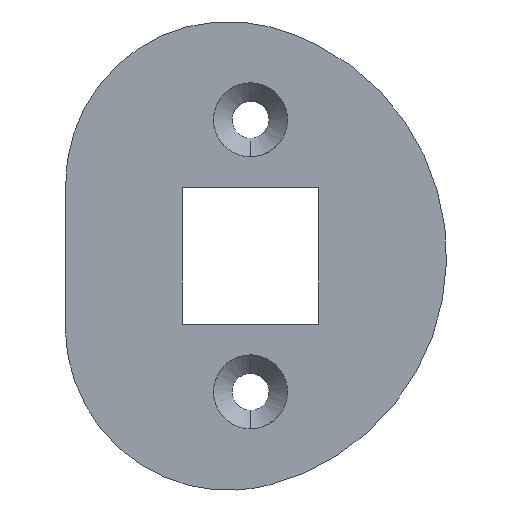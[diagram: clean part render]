
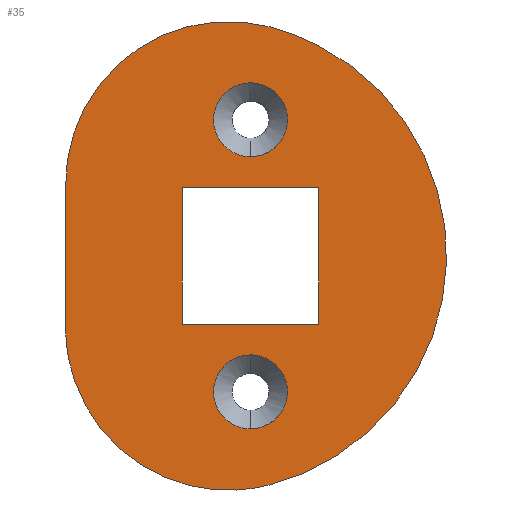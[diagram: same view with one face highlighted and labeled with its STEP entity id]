
A CAD part, front view. The second image highlights one B-rep face of the part: STEP entity #35.
In plain terms, the highlighted planar face has unit normal (0, -1, 0).
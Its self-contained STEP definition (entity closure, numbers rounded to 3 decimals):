
#17=FACE_BOUND('',#79,.T.);
#18=FACE_BOUND('',#80,.T.);
#19=FACE_BOUND('',#81,.T.);
#35=ADVANCED_FACE('',(#55,#17,#18,#19),#337,.T.);
#55=FACE_OUTER_BOUND('',#78,.T.);
#78=EDGE_LOOP('',(#158,#159));
#79=EDGE_LOOP('',(#160,#161,#162,#163));
#80=EDGE_LOOP('',(#164,#165));
#81=EDGE_LOOP('',(#166,#167));
#158=ORIENTED_EDGE('',*,*,#225,.T.);
#159=ORIENTED_EDGE('',*,*,#235,.T.);
#160=ORIENTED_EDGE('',*,*,#190,.F.);
#161=ORIENTED_EDGE('',*,*,#191,.F.);
#162=ORIENTED_EDGE('',*,*,#192,.F.);
#163=ORIENTED_EDGE('',*,*,#193,.F.);
#164=ORIENTED_EDGE('',*,*,#204,.T.);
#165=ORIENTED_EDGE('',*,*,#200,.T.);
#166=ORIENTED_EDGE('',*,*,#213,.F.);
#167=ORIENTED_EDGE('',*,*,#217,.F.);
#190=EDGE_CURVE('',#290,#291,#268,.T.);
#191=EDGE_CURVE('',#292,#290,#269,.T.);
#192=EDGE_CURVE('',#293,#292,#270,.T.);
#193=EDGE_CURVE('',#291,#293,#271,.T.);
#200=EDGE_CURVE('',#300,#301,#237,.T.);
#204=EDGE_CURVE('',#301,#300,#239,.T.);
#213=EDGE_CURVE('',#308,#309,#246,.T.);
#217=EDGE_CURVE('',#309,#308,#248,.T.);
#225=EDGE_CURVE('',#311,#316,#255,.T.);
#235=EDGE_CURVE('',#316,#311,#263,.T.);
#237=(
BOUNDED_CURVE()
B_SPLINE_CURVE(2,(#634,#635,#636,#637,#638),.UNSPECIFIED.,.F.,.F.)
B_SPLINE_CURVE_WITH_KNOTS((3,2,3),(0.,3.142,6.283),
 .UNSPECIFIED.)
CURVE()
GEOMETRIC_REPRESENTATION_ITEM()
RATIONAL_B_SPLINE_CURVE((1.,0.707,1.,0.707,1.))
REPRESENTATION_ITEM('')
);
#239=(
BOUNDED_CURVE()
B_SPLINE_CURVE(2,(#648,#649,#650,#651,#652),.UNSPECIFIED.,.F.,.F.)
B_SPLINE_CURVE_WITH_KNOTS((3,2,3),(0.,3.142,6.283),
 .UNSPECIFIED.)
CURVE()
GEOMETRIC_REPRESENTATION_ITEM()
RATIONAL_B_SPLINE_CURVE((1.,0.707,1.,0.707,1.))
REPRESENTATION_ITEM('')
);
#246=(
BOUNDED_CURVE()
B_SPLINE_CURVE(2,(#678,#679,#680,#681,#682),.UNSPECIFIED.,.F.,.F.)
B_SPLINE_CURVE_WITH_KNOTS((3,2,3),(0.,3.142,6.283),
 .UNSPECIFIED.)
CURVE()
GEOMETRIC_REPRESENTATION_ITEM()
RATIONAL_B_SPLINE_CURVE((1.,0.707,1.,0.707,1.))
REPRESENTATION_ITEM('')
);
#248=(
BOUNDED_CURVE()
B_SPLINE_CURVE(2,(#692,#693,#694,#695,#696),.UNSPECIFIED.,.F.,.F.)
B_SPLINE_CURVE_WITH_KNOTS((3,2,3),(0.,3.142,6.283),
 .UNSPECIFIED.)
CURVE()
GEOMETRIC_REPRESENTATION_ITEM()
RATIONAL_B_SPLINE_CURVE((1.,0.707,1.,0.707,1.))
REPRESENTATION_ITEM('')
);
#255=(
BOUNDED_CURVE()
B_SPLINE_CURVE(2,(#720,#721,#722,#723,#724),.UNSPECIFIED.,.F.,.F.)
B_SPLINE_CURVE_WITH_KNOTS((3,2,3),(0.,16.872,33.744),
 .UNSPECIFIED.)
CURVE()
GEOMETRIC_REPRESENTATION_ITEM()
RATIONAL_B_SPLINE_CURVE((1.,0.791,1.,0.791,1.))
REPRESENTATION_ITEM('')
);
#263=(
BOUNDED_CURVE()
B_SPLINE_CURVE(2,(#760,#761,#762,#763,#764,#765,#766,#767,#768,#769,#770),
 .UNSPECIFIED.,.F.,.F.)
B_SPLINE_CURVE_WITH_KNOTS((3,2,2,2,2,3),(33.744,41.767,
49.79,57.536,65.742,73.948),
 .UNSPECIFIED.)
CURVE()
GEOMETRIC_REPRESENTATION_ITEM()
RATIONAL_B_SPLINE_CURVE((1.,0.898,1.,0.898,1.,1.,
1.,0.898,1.,0.898,1.))
REPRESENTATION_ITEM('')
);
#268=B_SPLINE_CURVE_WITH_KNOTS('',1,(#611,#612),.UNSPECIFIED.,.F.,.F.,(2,
2),(-4.75,2.65),.UNSPECIFIED.);
#269=B_SPLINE_CURVE_WITH_KNOTS('',1,(#613,#614),.UNSPECIFIED.,.F.,.F.,(2,
2),(-16.287,-8.887),.UNSPECIFIED.);
#270=B_SPLINE_CURVE_WITH_KNOTS('',1,(#615,#616),.UNSPECIFIED.,.F.,.F.,(2,
2),(-2.65,4.75),.UNSPECIFIED.);
#271=B_SPLINE_CURVE_WITH_KNOTS('',1,(#617,#618),.UNSPECIFIED.,.F.,.F.,(2,
2),(8.887,16.287),.UNSPECIFIED.);
#290=VERTEX_POINT('',#575);
#291=VERTEX_POINT('',#576);
#292=VERTEX_POINT('',#577);
#293=VERTEX_POINT('',#578);
#300=VERTEX_POINT('',#585);
#301=VERTEX_POINT('',#586);
#308=VERTEX_POINT('',#593);
#309=VERTEX_POINT('',#594);
#311=VERTEX_POINT('',#596);
#316=VERTEX_POINT('',#601);
#337=PLANE('',#437);
#437=AXIS2_PLACEMENT_3D('',#545,#455,$);
#455=DIRECTION('',(0.,-1.,0.));
#545=CARTESIAN_POINT('',(-440.543,-127.5,173.837));
#575=CARTESIAN_POINT('',(-455.253,-127.5,156.173));
#576=CARTESIAN_POINT('',(-447.853,-127.5,156.173));
#577=CARTESIAN_POINT('',(-455.253,-127.5,163.573));
#578=CARTESIAN_POINT('',(-447.853,-127.5,163.573));
#585=CARTESIAN_POINT('',(-451.553,-127.5,169.23));
#586=CARTESIAN_POINT('',(-451.553,-127.5,165.23));
#593=CARTESIAN_POINT('',(-451.553,-127.5,150.516));
#594=CARTESIAN_POINT('',(-451.553,-127.5,154.516));
#596=CARTESIAN_POINT('',(-450.553,-127.5,147.479));
#601=CARTESIAN_POINT('',(-450.553,-127.5,172.267));
#611=CARTESIAN_POINT('',(-455.253,-127.5,156.173));
#612=CARTESIAN_POINT('',(-447.853,-127.5,156.173));
#613=CARTESIAN_POINT('',(-455.253,-127.5,163.573));
#614=CARTESIAN_POINT('',(-455.253,-127.5,156.173));
#615=CARTESIAN_POINT('',(-447.853,-127.5,163.573));
#616=CARTESIAN_POINT('',(-455.253,-127.5,163.573));
#617=CARTESIAN_POINT('',(-447.853,-127.5,156.173));
#618=CARTESIAN_POINT('',(-447.853,-127.5,163.573));
#634=CARTESIAN_POINT('',(-451.553,-127.5,169.23));
#635=CARTESIAN_POINT('',(-449.553,-127.5,169.23));
#636=CARTESIAN_POINT('',(-449.553,-127.5,167.23));
#637=CARTESIAN_POINT('',(-449.553,-127.5,165.23));
#638=CARTESIAN_POINT('',(-451.553,-127.5,165.23));
#648=CARTESIAN_POINT('',(-451.553,-127.5,165.23));
#649=CARTESIAN_POINT('',(-453.553,-127.5,165.23));
#650=CARTESIAN_POINT('',(-453.553,-127.5,167.23));
#651=CARTESIAN_POINT('',(-453.553,-127.5,169.23));
#652=CARTESIAN_POINT('',(-451.553,-127.5,169.23));
#678=CARTESIAN_POINT('',(-451.553,-127.5,150.516));
#679=CARTESIAN_POINT('',(-449.553,-127.5,150.516));
#680=CARTESIAN_POINT('',(-449.553,-127.5,152.516));
#681=CARTESIAN_POINT('',(-449.553,-127.5,154.516));
#682=CARTESIAN_POINT('',(-451.553,-127.5,154.516));
#692=CARTESIAN_POINT('',(-451.553,-127.5,154.516));
#693=CARTESIAN_POINT('',(-453.553,-127.5,154.516));
#694=CARTESIAN_POINT('',(-453.553,-127.5,152.516));
#695=CARTESIAN_POINT('',(-453.553,-127.5,150.516));
#696=CARTESIAN_POINT('',(-451.553,-127.5,150.516));
#720=CARTESIAN_POINT('',(-450.553,-127.5,147.479));
#721=CARTESIAN_POINT('',(-440.953,-127.5,149.958));
#722=CARTESIAN_POINT('',(-440.953,-127.5,159.873));
#723=CARTESIAN_POINT('',(-440.953,-127.5,169.788));
#724=CARTESIAN_POINT('',(-450.553,-127.5,172.267));
#760=CARTESIAN_POINT('',(-450.553,-127.5,172.267));
#761=CARTESIAN_POINT('',(-454.731,-127.5,173.345));
#762=CARTESIAN_POINT('',(-458.142,-127.5,170.703));
#763=CARTESIAN_POINT('',(-461.553,-127.5,168.061));
#764=CARTESIAN_POINT('',(-461.553,-127.5,163.746));
#765=CARTESIAN_POINT('',(-461.553,-127.5,159.873));
#766=CARTESIAN_POINT('',(-461.553,-127.5,156.));
#767=CARTESIAN_POINT('',(-461.553,-127.5,151.685));
#768=CARTESIAN_POINT('',(-458.142,-127.5,149.043));
#769=CARTESIAN_POINT('',(-454.731,-127.5,146.401));
#770=CARTESIAN_POINT('',(-450.553,-127.5,147.479));
